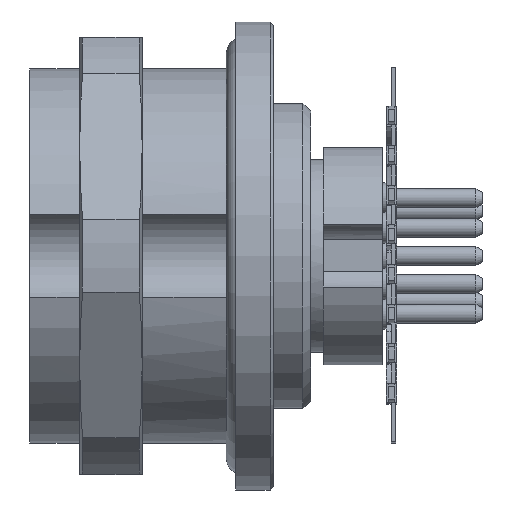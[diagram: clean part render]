
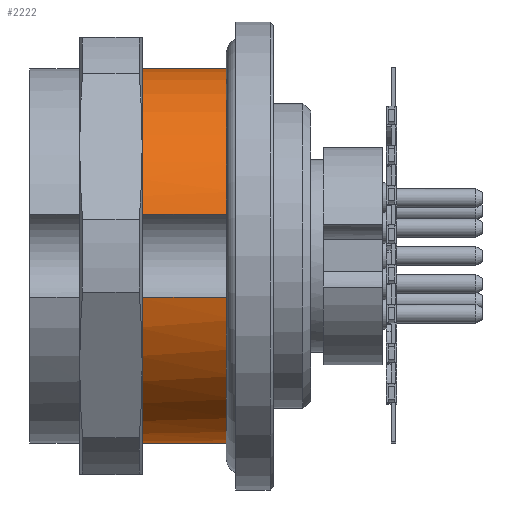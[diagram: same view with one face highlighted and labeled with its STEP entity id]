
A CAD part, top view. The second image highlights one B-rep face of the part: STEP entity #2222.
In plain terms, the highlighted cylindrical face has radius 6 mm (diameter 12 mm), a full revolution.
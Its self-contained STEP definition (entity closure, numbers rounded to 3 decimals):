
#884=LINE('',#11010,#1544);
#885=LINE('',#11014,#1545);
#1544=VECTOR('',#8764,1.);
#1545=VECTOR('',#8767,1.);
#2222=ADVANCED_FACE('',(#2804,#2805),#2664,.T.);
#2664=CYLINDRICAL_SURFACE('',#7964,6.);
#2804=FACE_BOUND('',#2994,.T.);
#2805=FACE_BOUND('',#2995,.T.);
#2994=EDGE_LOOP('',(#3537,#3538,#3539,#3540));
#2995=EDGE_LOOP('',(#3541));
#3537=ORIENTED_EDGE('',*,*,#6506,.F.);
#3538=ORIENTED_EDGE('',*,*,#6507,.F.);
#3539=ORIENTED_EDGE('',*,*,#6508,.T.);
#3540=ORIENTED_EDGE('',*,*,#6509,.T.);
#3541=ORIENTED_EDGE('',*,*,#6510,.T.);
#5747=VERTEX_POINT('',#11008);
#5748=VERTEX_POINT('',#11009);
#5749=VERTEX_POINT('',#11011);
#5750=VERTEX_POINT('',#11013);
#5751=VERTEX_POINT('',#11016);
#6506=EDGE_CURVE('',#5747,#5748,#7611,.T.);
#6507=EDGE_CURVE('',#5749,#5747,#884,.T.);
#6508=EDGE_CURVE('',#5749,#5750,#7612,.T.);
#6509=EDGE_CURVE('',#5750,#5748,#885,.T.);
#6510=EDGE_CURVE('',#5751,#5751,#7613,.T.);
#7611=CIRCLE('',#7961,6.);
#7612=CIRCLE('',#7962,6.);
#7613=CIRCLE('',#7963,6.);
#7961=AXIS2_PLACEMENT_3D('',#11007,#8762,#8763);
#7962=AXIS2_PLACEMENT_3D('',#11012,#8765,#8766);
#7963=AXIS2_PLACEMENT_3D('',#11015,#8768,#8769);
#7964=AXIS2_PLACEMENT_3D('',#11017,#8770,#8771);
#8762=DIRECTION('',(-1.,0.,0.));
#8763=DIRECTION('',(0.,0.,-1.));
#8764=DIRECTION('',(-1.,0.,0.));
#8765=DIRECTION('',(1.,0.,0.));
#8766=DIRECTION('',(0.,0.,1.));
#8767=DIRECTION('',(-1.,0.,0.));
#8768=DIRECTION('',(-1.,0.,0.));
#8769=DIRECTION('',(0.,0.,-1.));
#8770=DIRECTION('',(1.,0.,0.));
#8771=DIRECTION('',(0.,0.,-1.));
#11007=CARTESIAN_POINT('',(3.456,0.,0.));
#11008=CARTESIAN_POINT('',(3.456,1.327,5.851));
#11009=CARTESIAN_POINT('',(3.456,-1.327,5.851));
#11010=CARTESIAN_POINT('',(6.5,1.327,5.851));
#11011=CARTESIAN_POINT('',(6.5,1.327,5.851));
#11012=CARTESIAN_POINT('',(6.5,0.,0.));
#11013=CARTESIAN_POINT('',(6.5,-1.327,5.851));
#11014=CARTESIAN_POINT('',(6.5,-1.327,5.851));
#11015=CARTESIAN_POINT('',(6.6,0.,0.));
#11016=CARTESIAN_POINT('',(6.6,0.,-6.));
#11017=CARTESIAN_POINT('',(3.3,0.,0.));
